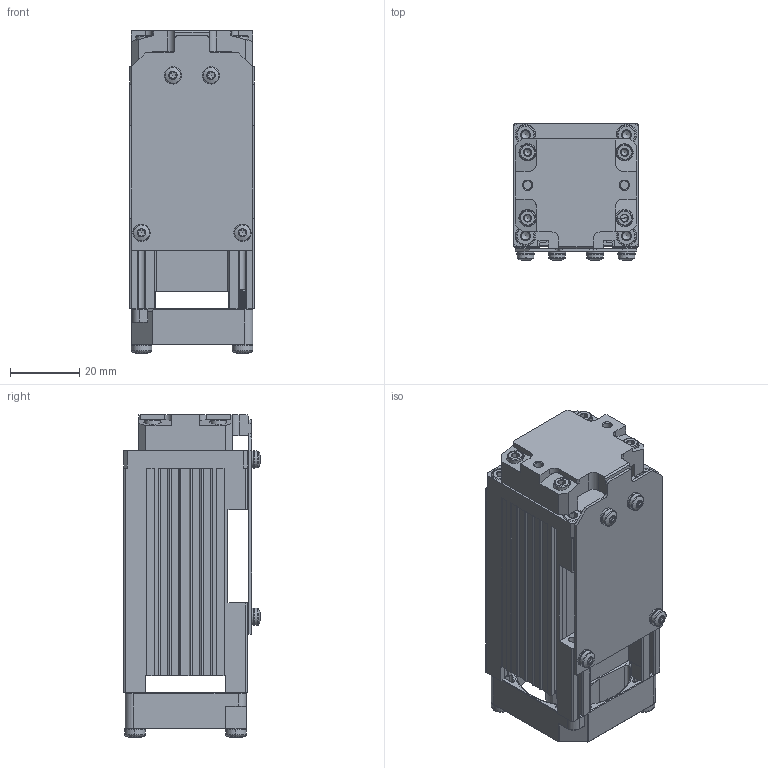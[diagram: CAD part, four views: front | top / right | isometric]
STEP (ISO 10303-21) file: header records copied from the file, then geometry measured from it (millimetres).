
FILE_DESCRIPTION(/* description */ (''),/* implementation_level */ '2;1');
FILE_NAME(/* name */ 'MRC_C36_AAF1E2_step.stp',/* time_stamp */ '2023-09-07T15:06:07+02:00',/* author */ (''),/* organization */ (''),/* preprocessor_version */ 'ST-DEVELOPER v16',/* originating_system */ 'SIEMENS PLM Software NX 11.0',/* authorisation */ '');
FILE_SCHEMA (('AUTOMOTIVE_DESIGN { 1 0 10303 214 3 1 1 1 }'));
Products named in the file (1): pier4A989402m9lf
Bounding box: 36 x 39.4 x 93.2 mm (x, y, z)
Volume: 75628.7 mm3; surface area: 30364.9 mm2
Topology: 1 solids, 7 shells, 1555 faces, 4725 edges, 3071 vertices
Faces by surface type: plane 560, cylinder 541, cone 190, bspline 177, torus 54, extrusion 19, sphere 14
Full cylindrical faces by diameter (mm): 2.045 x2, 2.05 x4, 2.5 x10, 2.6 x4, 2.7 x10, 3 x4, 3.2 x4, 3.4 x4, 4.5 x4, 4.9 x4, 5 x10, 5.5 x4, 6 x4
Entity records: 90656 total; most frequent: CARTESIAN_POINT 52411, ORIENTED_EDGE 8956, DIRECTION 6736, EDGE_CURVE 4478, VERTEX_POINT 2997, AXIS2_PLACEMENT_3D 2311, VECTOR 2114, LINE 2095
